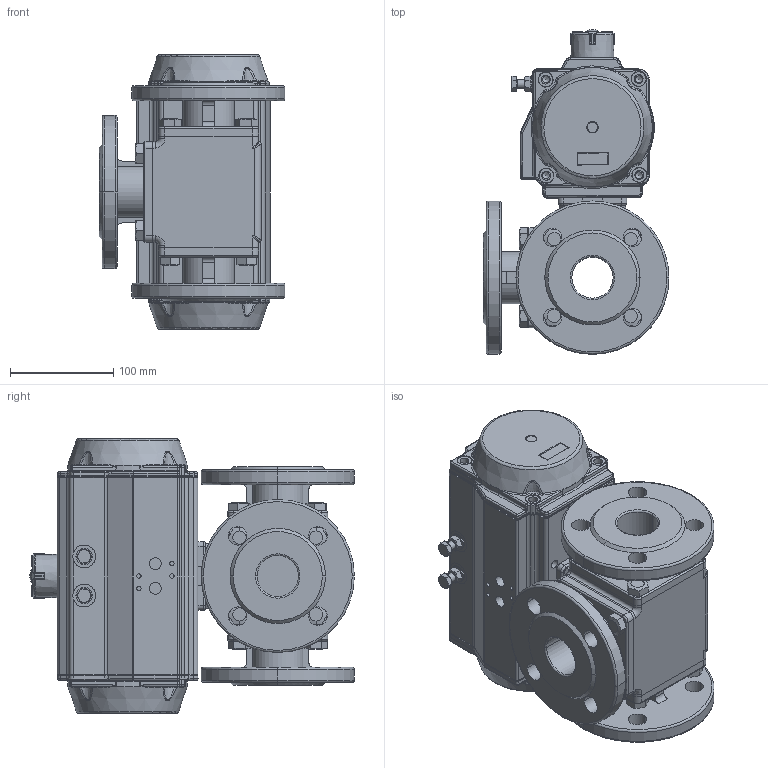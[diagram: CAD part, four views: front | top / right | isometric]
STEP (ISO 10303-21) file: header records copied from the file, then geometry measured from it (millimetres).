
FILE_DESCRIPTION(/* description */ ('Unknown'),/* implementation_level */ '2;1');
FILE_NAME(/* name */ 'PE06 9342_9343-08 ',/* time_stamp */ '2025-03-21T11:34:31+01:00',/* author */ ('Unknown'),/* organization */ ('Unknown'),/* preprocessor_version */ 'ST-DEVELOPER v19.4',/* originating_system */ 'Solid Edge',/* authorisation */ 'Unknown');
FILE_SCHEMA (('AUTOMOTIVE_DESIGN {1 0 10303 214 3 1 1}'));
Products named in the file (22): PE06 9342_9343-08 ; 9342_9343-08; 概极; 概裔; 概裝; Nut Stopper; MV-85L-FGM-DN32; 蟈諉蹟邡; PD07_PE06; VTE110埴詰; vt110左端盖（模具厂）_MIR; vt110-2016-06-25; VT110-2 活塞; zhou110; DIN126-M8; WUERTH 03228 hexagonal nut DIN 934  M8 A2 BLK_EDST; DIN 933 M8x35 A2-70 BLK_EDST; Optische Anzeige; ______; ________(___________; cup head nib bolts with large head gb_GB_FASTENER_BOLT_CHNBW M6X25-N; DIN 933 M8x20 A2-70 BLK_EDST
Assembly tree (44 placements, depth 4):
  PE06 9342_9343-08 
    9342_9343-08
      概极
      概裔  x3
      概裝
      Nut Stopper
      MV-85L-FGM-DN32
      蟈諉蹟邡  x12
    PD07_PE06
      VTE110埴詰
      vt110左端盖（模具厂）_MIR
      vt110-2016-06-25
      VT110-2 活塞  x2
      zhou110
      DIN126-M8  x2
      WUERTH 03228 hexagonal nut DIN 934  M8 A2 BLK_EDST  x2
      DIN 933 M8x35 A2-70 BLK_EDST  x2
      Optische Anzeige
        ______
        ________(___________  x4
        cup head nib bolts with large head gb_GB_FASTENER_BOLT_CHNBW M6X25-N
    DIN 933 M8x20 A2-70 BLK_EDST  x4
Bounding box: 180.12 x 314.43 x 266 mm (x, y, z)
Volume: 3524314.9 mm3; surface area: 828922.6 mm2
Topology: 41 solids, 41 shells, 3599 faces, 8905 edges, 5516 vertices
Faces by surface type: plane 1237, cylinder 1035, bspline 605, torus 381, cone 294, sphere 47
Full cylindrical faces by diameter (mm): 3 x16, 3.3 x8, 4.134 x8, 4.66 x1, 4.917 x1, 6 x2, 6.2 x1, 6.647 x14, 8 x6, 8.376 x6, 9 x2, 11.445 x2, 13 x8, 14 x8, 15 x2, 16 x2, 16.2 x1, 16.4 x1, 18.7 x1, 20 x4, 20.5 x1, 22 x2, 27 x1, 29 x14, 30.4 x1, 31.5 x1, 34.9 x1, 36.4 x1, 38.5 x1, 40 x4
Entity records: 102997 total; most frequent: CARTESIAN_POINT 44479, ORIENTED_EDGE 12588, DIRECTION 10606, EDGE_CURVE 6294, AXIS2_PLACEMENT_3D 4072, VERTEX_POINT 4065, FACE_BOUND 3137, EDGE_LOOP 3117
